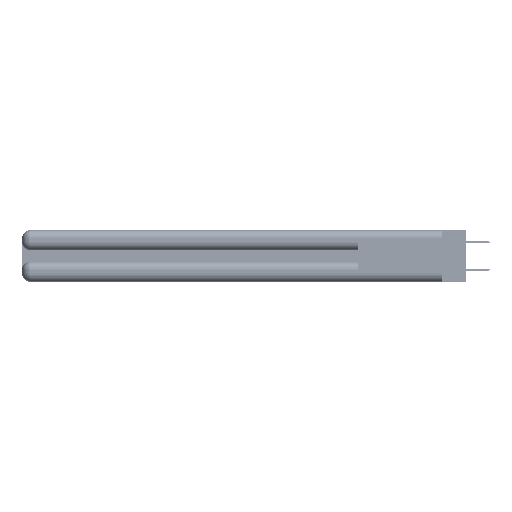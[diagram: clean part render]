
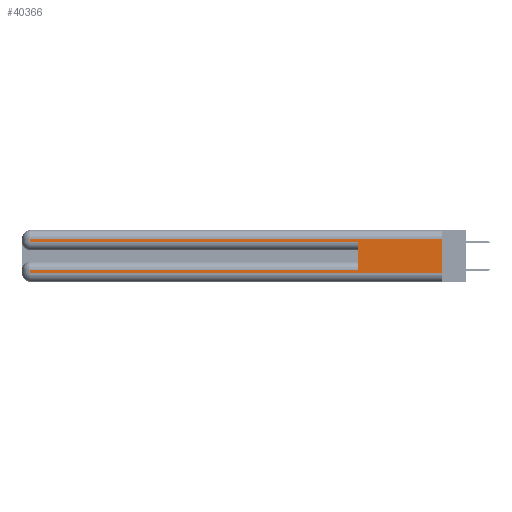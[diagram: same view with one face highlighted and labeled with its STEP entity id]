
A CAD part, left-side view. The second image highlights one B-rep face of the part: STEP entity #40366.
In plain terms, the highlighted planar face has unit normal (-1, 0, 0).
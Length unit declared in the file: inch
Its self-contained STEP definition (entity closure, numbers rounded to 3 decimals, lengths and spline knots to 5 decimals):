
#379 = LINE ( 'NONE', #44712, #43049 ) ;
#2282 = VECTOR ( 'NONE', #23089, 39.37008 ) ;
#2365 = VERTEX_POINT ( 'NONE', #19154 ) ;
#4107 = VECTOR ( 'NONE', #44189, 39.37008 ) ;
#4554 = VERTEX_POINT ( 'NONE', #29322 ) ;
#4615 = DIRECTION ( 'NONE',  ( 0., 1., 0. ) ) ;
#5215 = CARTESIAN_POINT ( 'NONE',  ( 0., 0., 0.085 ) ) ;
#6391 = VECTOR ( 'NONE', #30553, 39.37008 ) ;
#6402 = LINE ( 'NONE', #5215, #37969 ) ;
#9366 = CARTESIAN_POINT ( 'NONE',  ( 0., 0.6, 0.085 ) ) ;
#9419 = DIRECTION ( 'NONE',  ( 0., 1., 0. ) ) ;
#11353 = DIRECTION ( 'NONE',  ( 0., 0., 1. ) ) ;
#11419 = LINE ( 'NONE', #40839, #32003 ) ;
#12897 = CARTESIAN_POINT ( 'NONE',  ( 0., 0., 0.31 ) ) ;
#12990 = CARTESIAN_POINT ( 'NONE',  ( 0., 2.94, 0.06 ) ) ;
#15378 = EDGE_CURVE ( 'NONE', #23098, #4554, #6402, .T. ) ;
#15961 = DIRECTION ( 'NONE',  ( 0., -1., 0. ) ) ;
#16702 = VERTEX_POINT ( 'NONE', #37703 ) ;
#17663 = EDGE_CURVE ( 'NONE', #48330, #38181, #379, .T. ) ;
#19154 = CARTESIAN_POINT ( 'NONE',  ( 0., 2.94, 0.285 ) ) ;
#20091 = EDGE_CURVE ( 'NONE', #2365, #23693, #26117, .T. ) ;
#22027 = PLANE ( 'NONE',  #29442 ) ;
#22366 = CARTESIAN_POINT ( 'NONE',  ( 0., 2.94, 0.37 ) ) ;
#22572 = ORIENTED_EDGE ( 'NONE', *, *, #31562, .T. ) ;
#23089 = DIRECTION ( 'NONE',  ( 0., 0., -1. ) ) ;
#23098 = VERTEX_POINT ( 'NONE', #9366 ) ;
#23693 = VERTEX_POINT ( 'NONE', #42103 ) ;
#23966 = VECTOR ( 'NONE', #4615, 39.37008 ) ;
#24819 = ORIENTED_EDGE ( 'NONE', *, *, #31331, .F. ) ;
#26117 = LINE ( 'NONE', #31748, #4107 ) ;
#26270 = DIRECTION ( 'NONE',  ( 0., 0., -1. ) ) ;
#27712 = CARTESIAN_POINT ( 'NONE',  ( 0., 0.6, 0.145 ) ) ;
#28342 = LINE ( 'NONE', #22366, #6391 ) ;
#28454 = VECTOR ( 'NONE', #11353, 39.37008 ) ;
#28846 = EDGE_CURVE ( 'NONE', #4554, #48330, #28342, .T. ) ;
#29322 = CARTESIAN_POINT ( 'NONE',  ( 0., 2.94, 0.085 ) ) ;
#29343 = CARTESIAN_POINT ( 'NONE',  ( 0., 0., 0.31 ) ) ;
#29442 = AXIS2_PLACEMENT_3D ( 'NONE', #42660, #50842, #26270 ) ;
#29733 = LINE ( 'NONE', #27712, #28454 ) ;
#30553 = DIRECTION ( 'NONE',  ( 0., 0., -1. ) ) ;
#31331 = EDGE_CURVE ( 'NONE', #32391, #38181, #33943, .T. ) ;
#31562 = EDGE_CURVE ( 'NONE', #16702, #2365, #11419, .T. ) ;
#31748 = CARTESIAN_POINT ( 'NONE',  ( 0., 0., 0.285 ) ) ;
#31845 = ORIENTED_EDGE ( 'NONE', *, *, #28846, .T. ) ;
#32003 = VECTOR ( 'NONE', #44978, 39.37008 ) ;
#32391 = VERTEX_POINT ( 'NONE', #12897 ) ;
#32644 = ORIENTED_EDGE ( 'NONE', *, *, #20091, .T. ) ;
#33943 = LINE ( 'NONE', #39385, #2282 ) ;
#35165 = ORIENTED_EDGE ( 'NONE', *, *, #15378, .T. ) ;
#35552 = EDGE_CURVE ( 'NONE', #32391, #16702, #45805, .T. ) ;
#37703 = CARTESIAN_POINT ( 'NONE',  ( 0., 2.94, 0.31 ) ) ;
#37969 = VECTOR ( 'NONE', #9419, 39.37008 ) ;
#38181 = VERTEX_POINT ( 'NONE', #49602 ) ;
#39385 = CARTESIAN_POINT ( 'NONE',  ( 0., 0., 0.37 ) ) ;
#39709 = EDGE_LOOP ( 'NONE', ( #24819, #47111, #22572, #32644, #52206, #35165, #31845, #44591 ) ) ;
#39936 = FACE_OUTER_BOUND ( 'NONE', #39709, .T. ) ;
#40366 = ADVANCED_FACE ( 'NONE', ( #39936 ), #22027, .F. ) ;
#40839 = CARTESIAN_POINT ( 'NONE',  ( 0., 2.94, 0.37 ) ) ;
#42103 = CARTESIAN_POINT ( 'NONE',  ( 0., 0.6, 0.285 ) ) ;
#42660 = CARTESIAN_POINT ( 'NONE',  ( 0., 0., 0.37 ) ) ;
#43049 = VECTOR ( 'NONE', #15961, 39.37008 ) ;
#44189 = DIRECTION ( 'NONE',  ( 0., -1., 0. ) ) ;
#44591 = ORIENTED_EDGE ( 'NONE', *, *, #17663, .T. ) ;
#44712 = CARTESIAN_POINT ( 'NONE',  ( 0., 0., 0.06 ) ) ;
#44978 = DIRECTION ( 'NONE',  ( 0., 0., -1. ) ) ;
#45805 = LINE ( 'NONE', #29343, #23966 ) ;
#47111 = ORIENTED_EDGE ( 'NONE', *, *, #35552, .T. ) ;
#48330 = VERTEX_POINT ( 'NONE', #12990 ) ;
#49602 = CARTESIAN_POINT ( 'NONE',  ( 0., 0., 0.06 ) ) ;
#50038 = EDGE_CURVE ( 'NONE', #23098, #23693, #29733, .T. ) ;
#50842 = DIRECTION ( 'NONE',  ( 1., 0., 0. ) ) ;
#52206 = ORIENTED_EDGE ( 'NONE', *, *, #50038, .F. ) ;
